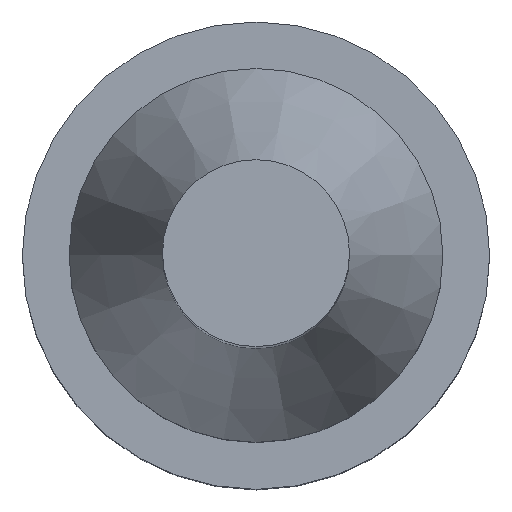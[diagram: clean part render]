
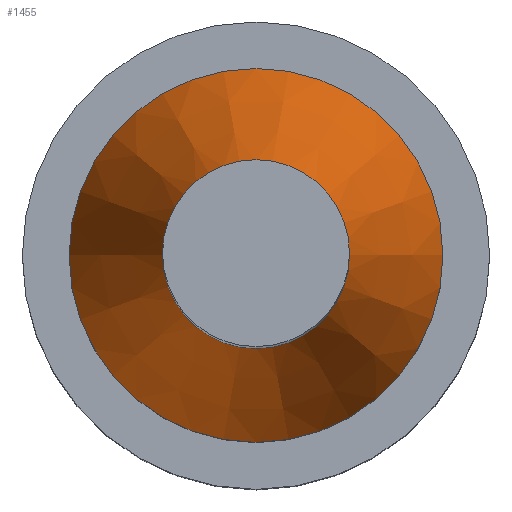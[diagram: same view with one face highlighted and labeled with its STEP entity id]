
A CAD part, top view. The second image highlights one B-rep face of the part: STEP entity #1455.
In plain terms, the highlighted conical face has half-angle 18.435 degrees and reference radius 10 mm.
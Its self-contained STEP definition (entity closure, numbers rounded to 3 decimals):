
#370=FACE_BOUND($,#558,.T.);
#461=FACE_OUTER_BOUND($,#557,.T.);
#557=EDGE_LOOP($,(#1230));
#558=EDGE_LOOP($,(#1231));
#592=CIRCLE($,#1528,5.);
#593=CIRCLE($,#1531,10.);
#726=VERTEX_POINT($,#2590);
#727=VERTEX_POINT($,#2594);
#915=EDGE_CURVE($,#726,#726,#592,.T.);
#916=EDGE_CURVE($,#727,#727,#593,.T.);
#1230=ORIENTED_EDGE($,*,*,#916,.F.);
#1231=ORIENTED_EDGE($,*,*,#915,.T.);
#1305=CONICAL_SURFACE($,#1530,10.,18.435);
#1455=ADVANCED_FACE($,(#461,#370),#1305,.T.);
#1528=AXIS2_PLACEMENT_3D($,#2591,#1774,#1775);
#1530=AXIS2_PLACEMENT_3D($,#2593,#1778,#1779);
#1531=AXIS2_PLACEMENT_3D($,#2595,#1780,#1781);
#1774=DIRECTION('center_axis',(0.,0.,-1.));
#1775=DIRECTION('ref_axis',(-1.,0.,0.));
#1778=DIRECTION('center_axis',(0.,0.,-1.));
#1779=DIRECTION('ref_axis',(1.,0.,0.));
#1780=DIRECTION('center_axis',(0.,0.,-1.));
#1781=DIRECTION('ref_axis',(-1.,0.,0.));
#2590=CARTESIAN_POINT('',(-5.,0.,42.));
#2591=CARTESIAN_POINT('Origin',(0.,0.,42.));
#2593=CARTESIAN_POINT('Origin',(0.,0.,27.));
#2594=CARTESIAN_POINT('',(10.,0.,27.));
#2595=CARTESIAN_POINT('Origin',(0.,0.,27.));
